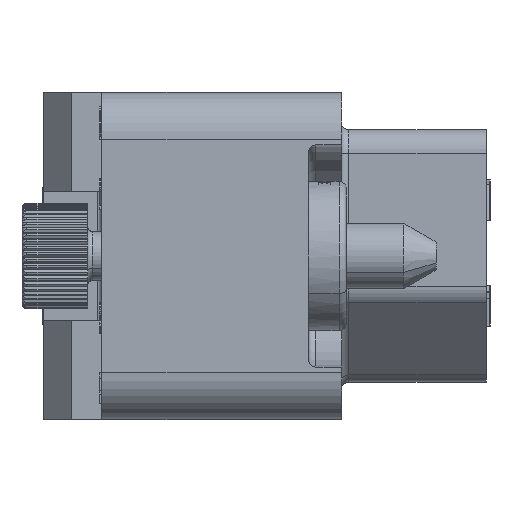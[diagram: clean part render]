
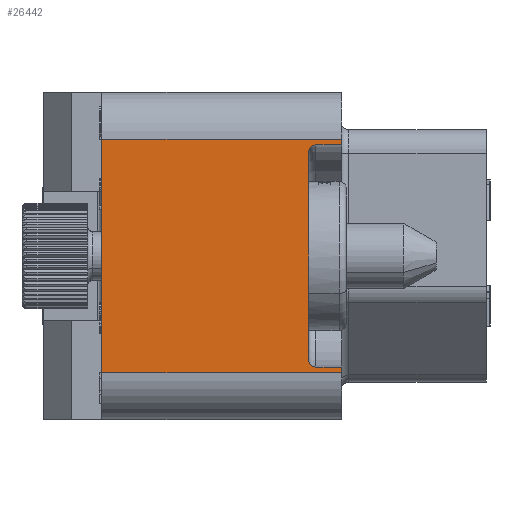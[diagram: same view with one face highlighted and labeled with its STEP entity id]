
A CAD part, left-side view. The second image highlights one B-rep face of the part: STEP entity #26442.
In plain terms, the highlighted planar face has unit normal (-1, 0, 0).
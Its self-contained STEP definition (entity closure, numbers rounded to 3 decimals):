
#3238=DIRECTION('',(0.,0.,-1.));
#3239=VECTOR('',#3238,10.);
#3240=CARTESIAN_POINT('',(-40.,10.25,5.));
#3241=LINE('',#3240,#3239);
#3779=DIRECTION('',(0.,-1.,0.));
#3780=VECTOR('',#3779,10.25);
#3781=CARTESIAN_POINT('',(-40.,10.25,5.));
#3782=LINE('',#3781,#3780);
#3985=DIRECTION('',(0.,1.,0.));
#3986=VECTOR('',#3985,10.25);
#3987=CARTESIAN_POINT('',(-40.,0.,-5.));
#3988=LINE('',#3987,#3986);
#3994=DIRECTION('',(0.,0.,1.));
#3995=VECTOR('',#3994,8.9);
#3996=CARTESIAN_POINT('',(-40.,1.4,-4.45));
#3997=LINE('',#3996,#3995);
#3998=DIRECTION('',(0.,1.,0.));
#3999=VECTOR('',#3998,1.1);
#4000=CARTESIAN_POINT('',(-40.,0.,-4.75));
#4001=LINE('',#4000,#3999);
#4002=DIRECTION('',(0.,0.,-1.));
#4003=VECTOR('',#4002,0.25);
#4004=CARTESIAN_POINT('',(-40.,0.,-4.75));
#4005=LINE('',#4004,#4003);
#4006=DIRECTION('',(0.,0.,-1.));
#4007=VECTOR('',#4006,0.25);
#4008=CARTESIAN_POINT('',(-40.,0.,5.));
#4009=LINE('',#4008,#4007);
#4010=DIRECTION('',(0.,1.,0.));
#4011=VECTOR('',#4010,1.1);
#4012=CARTESIAN_POINT('',(-40.,0.,4.75));
#4013=LINE('',#4012,#4011);
#4037=CARTESIAN_POINT('',(-40.,1.1,-4.45));
#4038=DIRECTION('',(1.,0.,0.));
#4039=DIRECTION('',(0.,0.,-1.));
#4040=AXIS2_PLACEMENT_3D('',#4037,#4038,#4039);
#4061=CARTESIAN_POINT('',(-40.,1.1,4.45));
#4062=DIRECTION('',(1.,0.,0.));
#4063=DIRECTION('',(0.,1.,0.));
#4064=AXIS2_PLACEMENT_3D('',#4061,#4062,#4063);
#19945=CARTESIAN_POINT('',(-40.,0.,5.));
#19946=VERTEX_POINT('',#19945);
#19947=CARTESIAN_POINT('',(-40.,10.25,5.));
#19948=VERTEX_POINT('',#19947);
#19953=CARTESIAN_POINT('',(-40.,10.25,-5.));
#19954=VERTEX_POINT('',#19953);
#19955=CARTESIAN_POINT('',(-40.,0.,-5.));
#19956=VERTEX_POINT('',#19955);
#19965=CARTESIAN_POINT('',(-40.,0.,-4.75));
#19967=VERTEX_POINT('',#19965);
#19971=CARTESIAN_POINT('',(-40.,0.,4.75));
#19972=VERTEX_POINT('',#19971);
#20182=CARTESIAN_POINT('',(-40.,1.4,-4.45));
#20184=VERTEX_POINT('',#20182);
#20186=CARTESIAN_POINT('',(-40.,1.1,-4.75));
#20188=VERTEX_POINT('',#20186);
#20193=CARTESIAN_POINT('',(-40.,1.4,4.45));
#20194=VERTEX_POINT('',#20193);
#20195=CARTESIAN_POINT('',(-40.,1.1,4.75));
#20196=VERTEX_POINT('',#20195);
#26420=CARTESIAN_POINT('',(-40.,0.,7.));
#26421=DIRECTION('',(-1.,0.,0.));
#26422=DIRECTION('',(0.,1.,0.));
#26423=AXIS2_PLACEMENT_3D('',#26420,#26421,#26422);
#26424=PLANE('',#26423);
#26426=ORIENTED_EDGE('',*,*,#26425,.F.);
#26428=ORIENTED_EDGE('',*,*,#26427,.F.);
#26430=ORIENTED_EDGE('',*,*,#26429,.F.);
#26431=ORIENTED_EDGE('',*,*,#26339,.T.);
#26432=ORIENTED_EDGE('',*,*,#26414,.T.);
#26433=ORIENTED_EDGE('',*,*,#25857,.F.);
#26434=ORIENTED_EDGE('',*,*,#26163,.T.);
#26435=ORIENTED_EDGE('',*,*,#26347,.T.);
#26437=ORIENTED_EDGE('',*,*,#26436,.T.);
#26439=ORIENTED_EDGE('',*,*,#26438,.F.);
#26440=EDGE_LOOP('',(#26426,#26428,#26430,#26431,#26432,#26433,#26434,#26435,
#26437,#26439));
#26441=FACE_OUTER_BOUND('',#26440,.F.);
#26442=ADVANCED_FACE('',(#26441),#26424,.T.);
#4041=CIRCLE('',#4040,0.3);
#4065=CIRCLE('',#4064,0.3);
#25857=EDGE_CURVE('',#19948,#19954,#3241,.T.);
#26163=EDGE_CURVE('',#19948,#19946,#3782,.T.);
#26339=EDGE_CURVE('',#19967,#19956,#4005,.T.);
#26347=EDGE_CURVE('',#19946,#19972,#4009,.T.);
#26414=EDGE_CURVE('',#19956,#19954,#3988,.T.);
#26425=EDGE_CURVE('',#20184,#20194,#3997,.T.);
#26427=EDGE_CURVE('',#20188,#20184,#4041,.T.);
#26429=EDGE_CURVE('',#19967,#20188,#4001,.T.);
#26436=EDGE_CURVE('',#19972,#20196,#4013,.T.);
#26438=EDGE_CURVE('',#20194,#20196,#4065,.T.);
